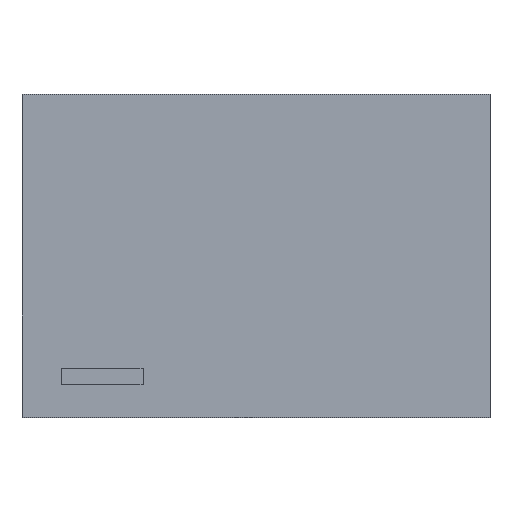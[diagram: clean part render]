
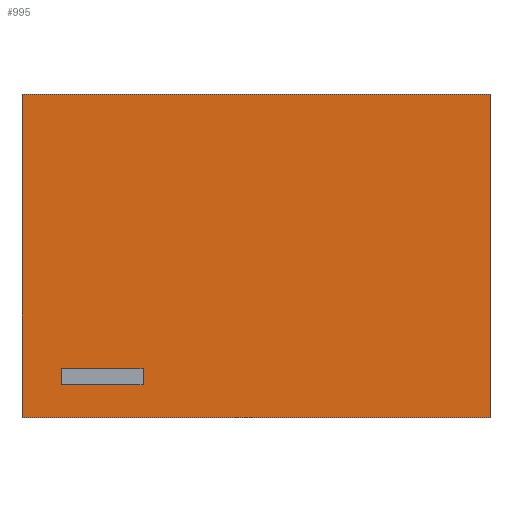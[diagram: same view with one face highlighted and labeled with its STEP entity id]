
A CAD part, top view. The second image highlights one B-rep face of the part: STEP entity #995.
In plain terms, the highlighted planar face has unit normal (0, 0, 1).
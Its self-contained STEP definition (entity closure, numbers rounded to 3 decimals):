
#24 = VERTEX_POINT('',#25);
#25 = CARTESIAN_POINT('',(-0.725,0.5,0.5));
#32 = PLANE('',#33);
#33 = AXIS2_PLACEMENT_3D('',#34,#35,#36);
#34 = CARTESIAN_POINT('',(-0.725,0.5,0.));
#35 = DIRECTION('',(0.,1.,0.));
#36 = DIRECTION('',(1.,0.,0.));
#44 = PLANE('',#45);
#45 = AXIS2_PLACEMENT_3D('',#46,#47,#48);
#46 = CARTESIAN_POINT('',(-0.725,-0.5,0.));
#47 = DIRECTION('',(-1.,0.,0.));
#48 = DIRECTION('',(0.,1.,0.));
#56 = EDGE_CURVE('',#24,#57,#59,.T.);
#57 = VERTEX_POINT('',#58);
#58 = CARTESIAN_POINT('',(0.725,0.5,0.5));
#59 = SURFACE_CURVE('',#60,(#64,#71),.PCURVE_S1.);
#60 = LINE('',#61,#62);
#61 = CARTESIAN_POINT('',(-0.725,0.5,0.5));
#62 = VECTOR('',#63,1.);
#63 = DIRECTION('',(1.,0.,0.));
#64 = PCURVE('',#32,#65);
#65 = DEFINITIONAL_REPRESENTATION('',(#66),#70);
#66 = LINE('',#67,#68);
#67 = CARTESIAN_POINT('',(0.,-0.5));
#68 = VECTOR('',#69,1.);
#69 = DIRECTION('',(1.,0.));
#70 = ( GEOMETRIC_REPRESENTATION_CONTEXT(2) 
PARAMETRIC_REPRESENTATION_CONTEXT() REPRESENTATION_CONTEXT('2D SPACE',''
  ) );
#71 = PCURVE('',#72,#77);
#72 = PLANE('',#73);
#73 = AXIS2_PLACEMENT_3D('',#74,#75,#76);
#74 = CARTESIAN_POINT('',(0.,0.,0.5));
#75 = DIRECTION('',(-0.,-0.,-1.));
#76 = DIRECTION('',(-1.,0.,0.));
#77 = DEFINITIONAL_REPRESENTATION('',(#78),#82);
#78 = LINE('',#79,#80);
#79 = CARTESIAN_POINT('',(0.725,0.5));
#80 = VECTOR('',#81,1.);
#81 = DIRECTION('',(-1.,0.));
#82 = ( GEOMETRIC_REPRESENTATION_CONTEXT(2) 
PARAMETRIC_REPRESENTATION_CONTEXT() REPRESENTATION_CONTEXT('2D SPACE',''
  ) );
#100 = PLANE('',#101);
#101 = AXIS2_PLACEMENT_3D('',#102,#103,#104);
#102 = CARTESIAN_POINT('',(0.725,0.5,0.));
#103 = DIRECTION('',(1.,0.,0.));
#104 = DIRECTION('',(0.,-1.,0.));
#144 = VERTEX_POINT('',#145);
#145 = CARTESIAN_POINT('',(-0.725,-0.5,0.5));
#159 = PLANE('',#160);
#160 = AXIS2_PLACEMENT_3D('',#161,#162,#163);
#161 = CARTESIAN_POINT('',(0.725,-0.5,0.));
#162 = DIRECTION('',(0.,-1.,0.));
#163 = DIRECTION('',(-1.,0.,0.));
#171 = EDGE_CURVE('',#144,#24,#172,.T.);
#172 = SURFACE_CURVE('',#173,(#177,#184),.PCURVE_S1.);
#173 = LINE('',#174,#175);
#174 = CARTESIAN_POINT('',(-0.725,-0.5,0.5));
#175 = VECTOR('',#176,1.);
#176 = DIRECTION('',(0.,1.,0.));
#177 = PCURVE('',#44,#178);
#178 = DEFINITIONAL_REPRESENTATION('',(#179),#183);
#179 = LINE('',#180,#181);
#180 = CARTESIAN_POINT('',(0.,-0.5));
#181 = VECTOR('',#182,1.);
#182 = DIRECTION('',(1.,0.));
#183 = ( GEOMETRIC_REPRESENTATION_CONTEXT(2) 
PARAMETRIC_REPRESENTATION_CONTEXT() REPRESENTATION_CONTEXT('2D SPACE',''
  ) );
#184 = PCURVE('',#72,#185);
#185 = DEFINITIONAL_REPRESENTATION('',(#186),#190);
#186 = LINE('',#187,#188);
#187 = CARTESIAN_POINT('',(0.725,-0.5));
#188 = VECTOR('',#189,1.);
#189 = DIRECTION('',(0.,1.));
#190 = ( GEOMETRIC_REPRESENTATION_CONTEXT(2) 
PARAMETRIC_REPRESENTATION_CONTEXT() REPRESENTATION_CONTEXT('2D SPACE',''
  ) );
#218 = EDGE_CURVE('',#57,#219,#221,.T.);
#219 = VERTEX_POINT('',#220);
#220 = CARTESIAN_POINT('',(0.725,-0.5,0.5));
#221 = SURFACE_CURVE('',#222,(#226,#233),.PCURVE_S1.);
#222 = LINE('',#223,#224);
#223 = CARTESIAN_POINT('',(0.725,0.5,0.5));
#224 = VECTOR('',#225,1.);
#225 = DIRECTION('',(0.,-1.,0.));
#226 = PCURVE('',#100,#227);
#227 = DEFINITIONAL_REPRESENTATION('',(#228),#232);
#228 = LINE('',#229,#230);
#229 = CARTESIAN_POINT('',(0.,-0.5));
#230 = VECTOR('',#231,1.);
#231 = DIRECTION('',(1.,0.));
#232 = ( GEOMETRIC_REPRESENTATION_CONTEXT(2) 
PARAMETRIC_REPRESENTATION_CONTEXT() REPRESENTATION_CONTEXT('2D SPACE',''
  ) );
#233 = PCURVE('',#72,#234);
#234 = DEFINITIONAL_REPRESENTATION('',(#235),#239);
#235 = LINE('',#236,#237);
#236 = CARTESIAN_POINT('',(-0.725,0.5));
#237 = VECTOR('',#238,1.);
#238 = DIRECTION('',(0.,-1.));
#239 = ( GEOMETRIC_REPRESENTATION_CONTEXT(2) 
PARAMETRIC_REPRESENTATION_CONTEXT() REPRESENTATION_CONTEXT('2D SPACE',''
  ) );
#995 = ADVANCED_FACE('',(#996,#1022),#72,.F.);
#996 = FACE_BOUND('',#997,.F.);
#997 = EDGE_LOOP('',(#998,#999,#1000,#1021));
#998 = ORIENTED_EDGE('',*,*,#56,.T.);
#999 = ORIENTED_EDGE('',*,*,#218,.T.);
#1000 = ORIENTED_EDGE('',*,*,#1001,.T.);
#1001 = EDGE_CURVE('',#219,#144,#1002,.T.);
#1002 = SURFACE_CURVE('',#1003,(#1007,#1014),.PCURVE_S1.);
#1003 = LINE('',#1004,#1005);
#1004 = CARTESIAN_POINT('',(0.725,-0.5,0.5));
#1005 = VECTOR('',#1006,1.);
#1006 = DIRECTION('',(-1.,0.,0.));
#1007 = PCURVE('',#72,#1008);
#1008 = DEFINITIONAL_REPRESENTATION('',(#1009),#1013);
#1009 = LINE('',#1010,#1011);
#1010 = CARTESIAN_POINT('',(-0.725,-0.5));
#1011 = VECTOR('',#1012,1.);
#1012 = DIRECTION('',(1.,0.));
#1013 = ( GEOMETRIC_REPRESENTATION_CONTEXT(2) 
PARAMETRIC_REPRESENTATION_CONTEXT() REPRESENTATION_CONTEXT('2D SPACE',''
  ) );
#1014 = PCURVE('',#159,#1015);
#1015 = DEFINITIONAL_REPRESENTATION('',(#1016),#1020);
#1016 = LINE('',#1017,#1018);
#1017 = CARTESIAN_POINT('',(0.,-0.5));
#1018 = VECTOR('',#1019,1.);
#1019 = DIRECTION('',(1.,0.));
#1020 = ( GEOMETRIC_REPRESENTATION_CONTEXT(2) 
PARAMETRIC_REPRESENTATION_CONTEXT() REPRESENTATION_CONTEXT('2D SPACE',''
  ) );
#1021 = ORIENTED_EDGE('',*,*,#171,.T.);
#1022 = FACE_BOUND('',#1023,.F.);
#1023 = EDGE_LOOP('',(#1024,#1054,#1082,#1110));
#1024 = ORIENTED_EDGE('',*,*,#1025,.F.);
#1025 = EDGE_CURVE('',#1026,#1028,#1030,.T.);
#1026 = VERTEX_POINT('',#1027);
#1027 = CARTESIAN_POINT('',(-0.604,-0.35,0.5));
#1028 = VERTEX_POINT('',#1029);
#1029 = CARTESIAN_POINT('',(-0.35,-0.35,0.5));
#1030 = SURFACE_CURVE('',#1031,(#1035,#1042),.PCURVE_S1.);
#1031 = LINE('',#1032,#1033);
#1032 = CARTESIAN_POINT('',(-0.604,-0.35,0.5));
#1033 = VECTOR('',#1034,1.);
#1034 = DIRECTION('',(1.,0.,0.));
#1035 = PCURVE('',#72,#1036);
#1036 = DEFINITIONAL_REPRESENTATION('',(#1037),#1041);
#1037 = LINE('',#1038,#1039);
#1038 = CARTESIAN_POINT('',(0.604,-0.35));
#1039 = VECTOR('',#1040,1.);
#1040 = DIRECTION('',(-1.,0.));
#1041 = ( GEOMETRIC_REPRESENTATION_CONTEXT(2) 
PARAMETRIC_REPRESENTATION_CONTEXT() REPRESENTATION_CONTEXT('2D SPACE',''
  ) );
#1042 = PCURVE('',#1043,#1048);
#1043 = PLANE('',#1044);
#1044 = AXIS2_PLACEMENT_3D('',#1045,#1046,#1047);
#1045 = CARTESIAN_POINT('',(-0.604,-0.35,0.5));
#1046 = DIRECTION('',(0.,-1.,0.));
#1047 = DIRECTION('',(1.,0.,0.));
#1048 = DEFINITIONAL_REPRESENTATION('',(#1049),#1053);
#1049 = LINE('',#1050,#1051);
#1050 = CARTESIAN_POINT('',(0.,0.));
#1051 = VECTOR('',#1052,1.);
#1052 = DIRECTION('',(1.,0.));
#1053 = ( GEOMETRIC_REPRESENTATION_CONTEXT(2) 
PARAMETRIC_REPRESENTATION_CONTEXT() REPRESENTATION_CONTEXT('2D SPACE',''
  ) );
#1054 = ORIENTED_EDGE('',*,*,#1055,.F.);
#1055 = EDGE_CURVE('',#1056,#1026,#1058,.T.);
#1056 = VERTEX_POINT('',#1057);
#1057 = CARTESIAN_POINT('',(-0.604,-0.4,0.5));
#1058 = SURFACE_CURVE('',#1059,(#1063,#1070),.PCURVE_S1.);
#1059 = LINE('',#1060,#1061);
#1060 = CARTESIAN_POINT('',(-0.604,-0.4,0.5));
#1061 = VECTOR('',#1062,1.);
#1062 = DIRECTION('',(0.,1.,0.));
#1063 = PCURVE('',#72,#1064);
#1064 = DEFINITIONAL_REPRESENTATION('',(#1065),#1069);
#1065 = LINE('',#1066,#1067);
#1066 = CARTESIAN_POINT('',(0.604,-0.4));
#1067 = VECTOR('',#1068,1.);
#1068 = DIRECTION('',(0.,1.));
#1069 = ( GEOMETRIC_REPRESENTATION_CONTEXT(2) 
PARAMETRIC_REPRESENTATION_CONTEXT() REPRESENTATION_CONTEXT('2D SPACE',''
  ) );
#1070 = PCURVE('',#1071,#1076);
#1071 = PLANE('',#1072);
#1072 = AXIS2_PLACEMENT_3D('',#1073,#1074,#1075);
#1073 = CARTESIAN_POINT('',(-0.604,-0.4,0.5));
#1074 = DIRECTION('',(1.,0.,0.));
#1075 = DIRECTION('',(0.,1.,0.));
#1076 = DEFINITIONAL_REPRESENTATION('',(#1077),#1081);
#1077 = LINE('',#1078,#1079);
#1078 = CARTESIAN_POINT('',(0.,0.));
#1079 = VECTOR('',#1080,1.);
#1080 = DIRECTION('',(1.,0.));
#1081 = ( GEOMETRIC_REPRESENTATION_CONTEXT(2) 
PARAMETRIC_REPRESENTATION_CONTEXT() REPRESENTATION_CONTEXT('2D SPACE',''
  ) );
#1082 = ORIENTED_EDGE('',*,*,#1083,.F.);
#1083 = EDGE_CURVE('',#1084,#1056,#1086,.T.);
#1084 = VERTEX_POINT('',#1085);
#1085 = CARTESIAN_POINT('',(-0.35,-0.4,0.5));
#1086 = SURFACE_CURVE('',#1087,(#1091,#1098),.PCURVE_S1.);
#1087 = LINE('',#1088,#1089);
#1088 = CARTESIAN_POINT('',(-0.35,-0.4,0.5));
#1089 = VECTOR('',#1090,1.);
#1090 = DIRECTION('',(-1.,0.,0.));
#1091 = PCURVE('',#72,#1092);
#1092 = DEFINITIONAL_REPRESENTATION('',(#1093),#1097);
#1093 = LINE('',#1094,#1095);
#1094 = CARTESIAN_POINT('',(0.35,-0.4));
#1095 = VECTOR('',#1096,1.);
#1096 = DIRECTION('',(1.,0.));
#1097 = ( GEOMETRIC_REPRESENTATION_CONTEXT(2) 
PARAMETRIC_REPRESENTATION_CONTEXT() REPRESENTATION_CONTEXT('2D SPACE',''
  ) );
#1098 = PCURVE('',#1099,#1104);
#1099 = PLANE('',#1100);
#1100 = AXIS2_PLACEMENT_3D('',#1101,#1102,#1103);
#1101 = CARTESIAN_POINT('',(-0.35,-0.4,0.5));
#1102 = DIRECTION('',(0.,1.,0.));
#1103 = DIRECTION('',(-1.,0.,0.));
#1104 = DEFINITIONAL_REPRESENTATION('',(#1105),#1109);
#1105 = LINE('',#1106,#1107);
#1106 = CARTESIAN_POINT('',(0.,0.));
#1107 = VECTOR('',#1108,1.);
#1108 = DIRECTION('',(1.,0.));
#1109 = ( GEOMETRIC_REPRESENTATION_CONTEXT(2) 
PARAMETRIC_REPRESENTATION_CONTEXT() REPRESENTATION_CONTEXT('2D SPACE',''
  ) );
#1110 = ORIENTED_EDGE('',*,*,#1111,.F.);
#1111 = EDGE_CURVE('',#1028,#1084,#1112,.T.);
#1112 = SURFACE_CURVE('',#1113,(#1117,#1124),.PCURVE_S1.);
#1113 = LINE('',#1114,#1115);
#1114 = CARTESIAN_POINT('',(-0.35,-0.35,0.5));
#1115 = VECTOR('',#1116,1.);
#1116 = DIRECTION('',(0.,-1.,0.));
#1117 = PCURVE('',#72,#1118);
#1118 = DEFINITIONAL_REPRESENTATION('',(#1119),#1123);
#1119 = LINE('',#1120,#1121);
#1120 = CARTESIAN_POINT('',(0.35,-0.35));
#1121 = VECTOR('',#1122,1.);
#1122 = DIRECTION('',(0.,-1.));
#1123 = ( GEOMETRIC_REPRESENTATION_CONTEXT(2) 
PARAMETRIC_REPRESENTATION_CONTEXT() REPRESENTATION_CONTEXT('2D SPACE',''
  ) );
#1124 = PCURVE('',#1125,#1130);
#1125 = PLANE('',#1126);
#1126 = AXIS2_PLACEMENT_3D('',#1127,#1128,#1129);
#1127 = CARTESIAN_POINT('',(-0.35,-0.35,0.5));
#1128 = DIRECTION('',(-1.,0.,0.));
#1129 = DIRECTION('',(0.,-1.,0.));
#1130 = DEFINITIONAL_REPRESENTATION('',(#1131),#1135);
#1131 = LINE('',#1132,#1133);
#1132 = CARTESIAN_POINT('',(0.,0.));
#1133 = VECTOR('',#1134,1.);
#1134 = DIRECTION('',(1.,0.));
#1135 = ( GEOMETRIC_REPRESENTATION_CONTEXT(2) 
PARAMETRIC_REPRESENTATION_CONTEXT() REPRESENTATION_CONTEXT('2D SPACE',''
  ) );
